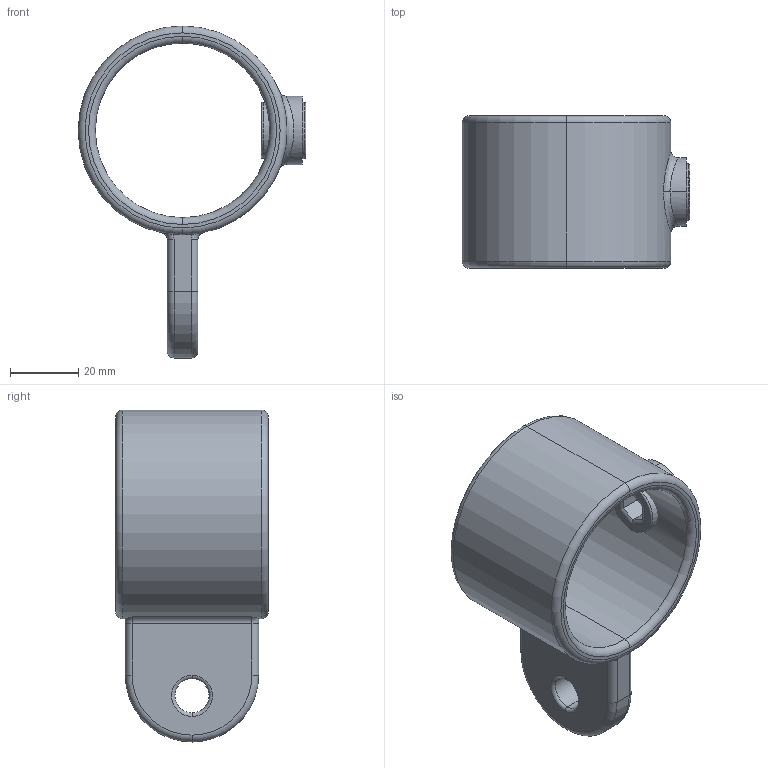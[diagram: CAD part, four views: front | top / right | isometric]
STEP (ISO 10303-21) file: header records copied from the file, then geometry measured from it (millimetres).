
FILE_DESCRIPTION (( 'STEP AP203' ), '1' );
FILE_NAME ('0521760000.STEP', '2024-07-01T14:14:16', ( '' ), ( '' ), 'SwSTEP 2.0', 'SolidWorks 2022', '' );
FILE_SCHEMA (( 'CONFIG_CONTROL_DESIGN' ));
Length unit declared in the file: metre
Products named in the file (1): 0521760000
Bounding box: 66.5 x 44.5 x 97 mm (x, y, z)
Volume: 50725.1 mm3; surface area: 21438.3 mm2
Topology: 2 solids, 2 shells, 72 faces, 165 edges, 98 vertices
Faces by surface type: cylinder 31, torus 24, plane 15, bspline 2
Entity records: 3649 total; most frequent: CARTESIAN_POINT 1945, DIRECTION 363, ORIENTED_EDGE 330, EDGE_CURVE 165, AXIS2_PLACEMENT_3D 153, VERTEX_POINT 98, CIRCLE 82, EDGE_LOOP 81
